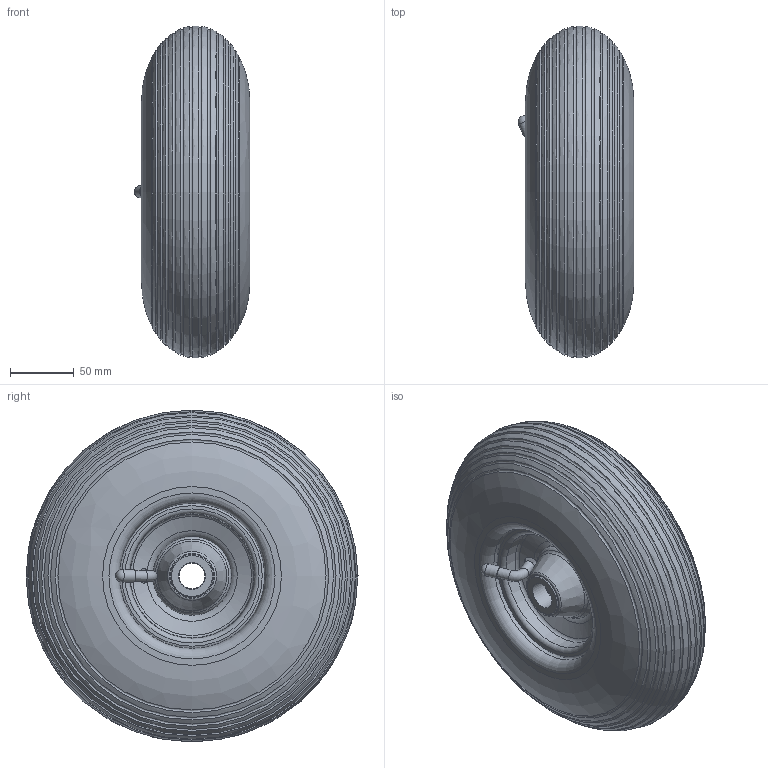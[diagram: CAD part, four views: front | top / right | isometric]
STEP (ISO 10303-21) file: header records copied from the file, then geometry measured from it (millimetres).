
FILE_DESCRIPTION (( 'STEP AP214' ), '1' );
FILE_NAME ('0022869_LRS1-260-85-75-R20.step', '2018-05-25T11:59:01', ( '' ), ( '' ), 'SwSTEP 2.0', 'SolidWorks 2018', '' );
FILE_SCHEMA (( 'AUTOMOTIVE_DESIGN' ));
Length unit declared in the file: millimetre
Products named in the file (1): 0022869_LRS1-260-85-75-R20
Bounding box: 90.74 x 259.98 x 259.9 mm (x, y, z)
Surface area: 199460.6 mm2 (no closed solid volume)
Topology: 0 solids, 4 shells, 78 faces, 158 edges, 88 vertices
Faces by surface type: torus 34, bspline 15, cone 10, plane 9, cylinder 9, sphere 1
Full cylindrical faces by diameter (mm): 8.2 x2, 9.7 x1, 11.2 x1, 20 x1, 21 x2, 61.5 x2
Entity records: 2988 total; most frequent: CARTESIAN_POINT 807, DIRECTION 288, ORIENTED_EDGE 159, EDGE_LOOP 155, AXIS2_PLACEMENT_3D 144, FACE_OUTER_BOUND 136, EDGE_CURVE 84, VERTEX_POINT 83
